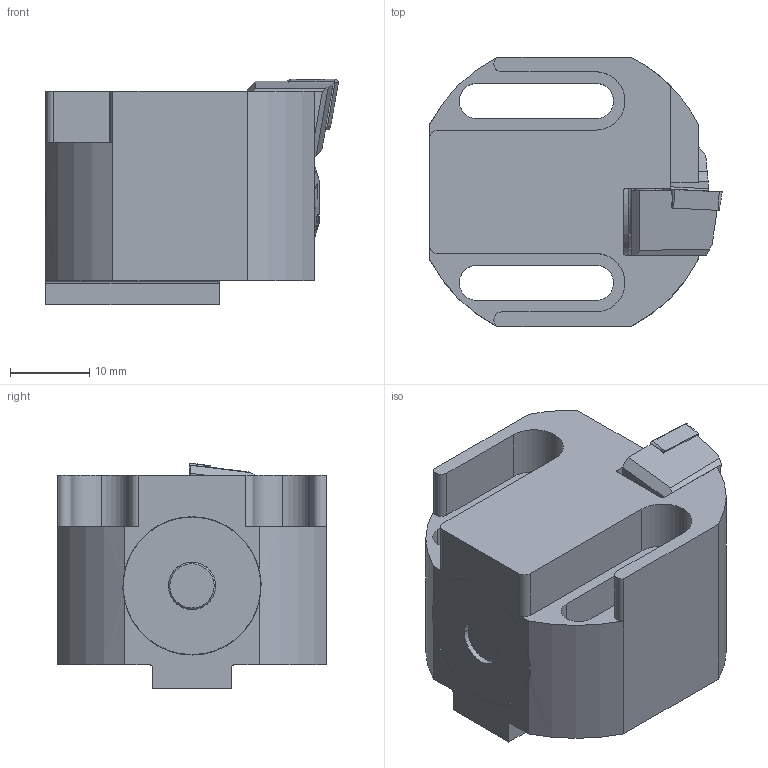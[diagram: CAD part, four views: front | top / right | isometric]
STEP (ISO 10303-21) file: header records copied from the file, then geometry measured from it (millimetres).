
FILE_DESCRIPTION (( 'STEP AP203' ), '1' );
FILE_NAME ('Exx.EH1.038.023.STEP', '2012-10-08T13:27:14', ( 'baer' ), ( 'Hewlett-Packard Company' ), 'SwSTEP 2.0', 'SolidWorks 2012', '' );
FILE_SCHEMA (( 'CONFIG_CONTROL_DESIGN' ));
Length unit declared in the file: millimetre
Products named in the file (14): Exx.EH1.038.023; ISO 4028 - M5 x 6; BN 1375 - ø16xø8.2x0.4_vorgespannt; ISO 2338 - 2 h8 x 10; DIN 5401-03; DIN 3771 - 11x1; EH1-BG1.016.010_A; EH1-BG1.013.034_A; EH1-WCA.016.024; WCA-ER2.001.005_A; DIN 3771 - 13x2; CCMT060204; EH1-WCA.016.024_A_fertigbearbeitet; Exx-EH1.038.023_A
Assembly tree (27 placements, depth 3):
  Exx.EH1.038.023
    Exx-EH1.038.023_A
    EH1-WCA.016.024
      EH1-WCA.016.024_A_fertigbearbeitet
      CCMT060204
      DIN 3771 - 13x2
      WCA-ER2.001.005_A
    EH1-BG1.013.034_A
    EH1-BG1.016.010_A
    DIN 3771 - 11x1
    DIN 5401-03  x10
    ISO 2338 - 2 h8 x 10
    BN 1375 - ø16xø8.2x0.4_vorgespannt  x6
    ISO 4028 - M5 x 6
Bounding box: 37.02 x 34 x 28.5 mm (x, y, z)
Volume: 19741.5 mm3; surface area: 15948.1 mm2
Topology: 26 solids, 26 shells, 724 faces, 1895 edges, 1202 vertices
Faces by surface type: plane 300, cone 145, cylinder 141, bspline 61, torus 55, sphere 22
Entity records: 25295 total; most frequent: CARTESIAN_POINT 7864, ORIENTED_EDGE 3486, DIRECTION 2934, EDGE_CURVE 1743, AXIS2_PLACEMENT_3D 1120, VERTEX_POINT 1114, EDGE_LOOP 705, VECTOR 694
